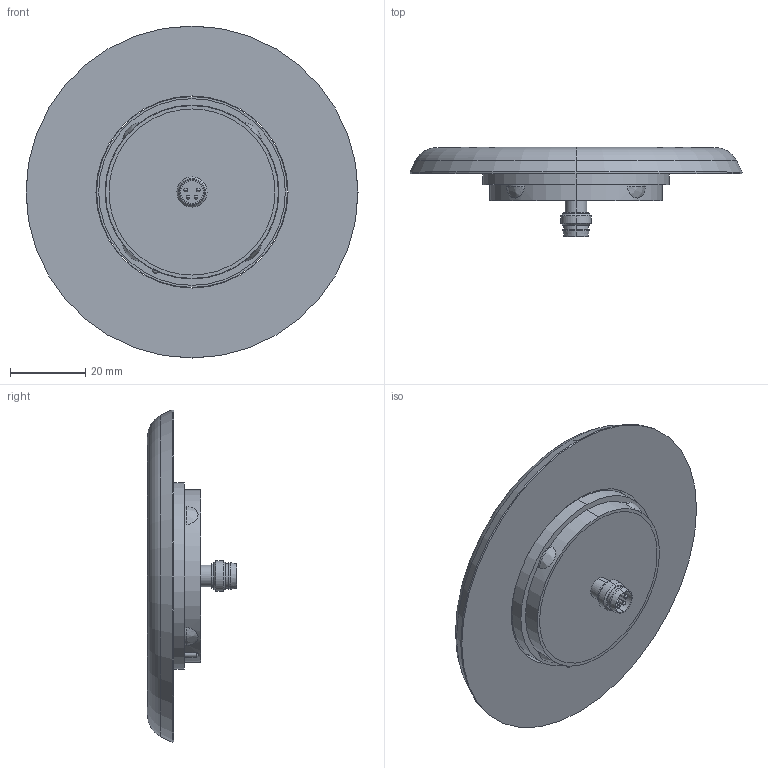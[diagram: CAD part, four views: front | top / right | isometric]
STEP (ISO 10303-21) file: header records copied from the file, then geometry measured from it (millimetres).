
FILE_DESCRIPTION (( 'STEP AP203' ), '1' );
FILE_NAME ('CHT3-15XP-29-TGSRS.step', '2020-02-06T11:52:21', ( '' ), ( '' ), 'SwSTEP 2.0', 'SolidWorks 2019', '' );
FILE_SCHEMA (( 'CONFIG_CONTROL_DESIGN' ));
Length unit declared in the file: inch
Products named in the file (1): CHT3-15XP-29-TGSRS
Bounding box: 88 x 23.6 x 88 mm (x, y, z)
Volume: 49662.5 mm3; surface area: 21542.2 mm2
Topology: 9 solids, 9 shells, 87 faces, 179 edges, 113 vertices
Faces by surface type: cylinder 36, plane 25, bspline 14, cone 10, torus 2
Entity records: 3013 total; most frequent: CARTESIAN_POINT 1109, DIRECTION 413, ORIENTED_EDGE 342, AXIS2_PLACEMENT_3D 181, EDGE_CURVE 171, VERTEX_POINT 113, CIRCLE 107, EDGE_LOOP 102
